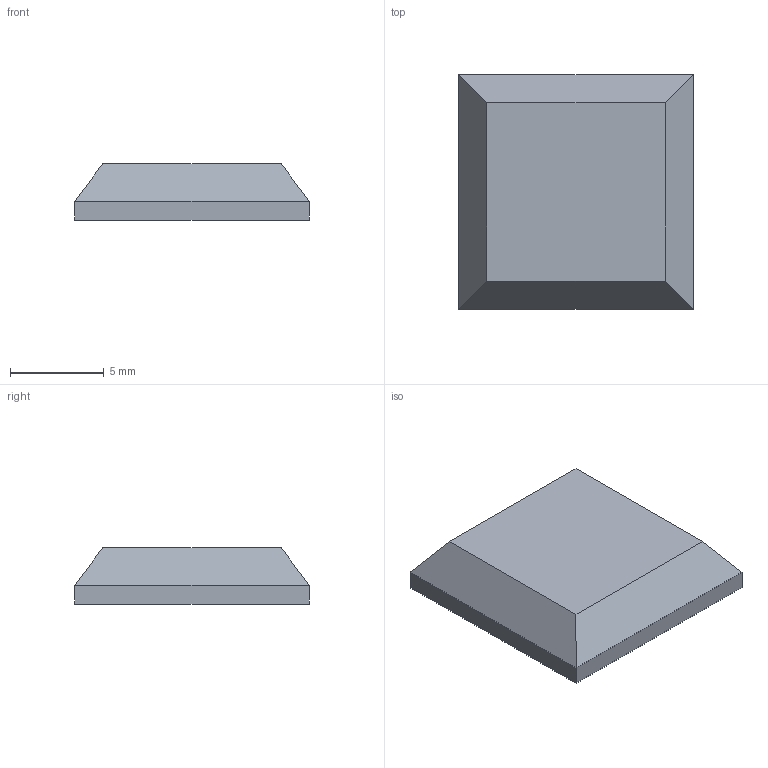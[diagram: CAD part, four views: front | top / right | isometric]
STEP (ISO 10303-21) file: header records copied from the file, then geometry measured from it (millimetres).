
FILE_DESCRIPTION(/* description */ ('Alibre Inc.'),/* implementation_level */ '2;1');
FILE_NAME(/* name */ 'export0',/* time_stamp */ '2015-07-11T13:38:42+12:00',/* author */ (''),/* organization */ (''),/* preprocessor_version */ 'ST-DEVELOPER v14',/* originating_system */ 'Alibre',/* authorisation */ '');
FILE_SCHEMA (('CONFIG_CONTROL_DESIGN'));
Length unit declared in the file: centimetre
Products named in the file (1): MFEET01
Bounding box: 12.5 x 12.5 x 3 mm (x, y, z)
Volume: 399.8 mm3; surface area: 406.5 mm2
Topology: 1 solids, 1 shells, 10 faces, 20 edges, 12 vertices
Faces by surface type: plane 10
Entity records: 327 total; most frequent: CARTESIAN_POINT 42, ORIENTED_EDGE 40, DIRECTION 30, VECTOR 20, LINE 20, EDGE_CURVE 20, VERTEX_POINT 12, EDGE_LOOP 10
